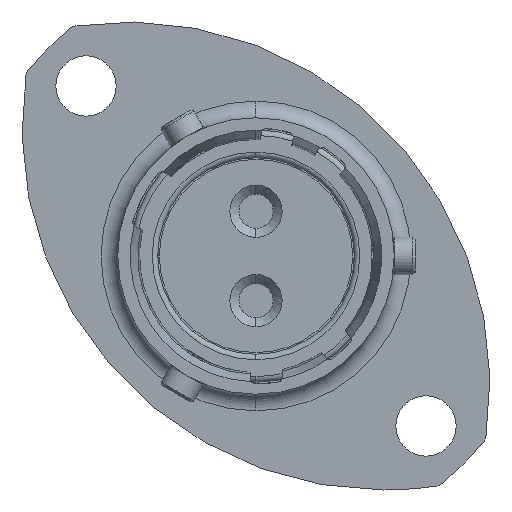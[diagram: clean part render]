
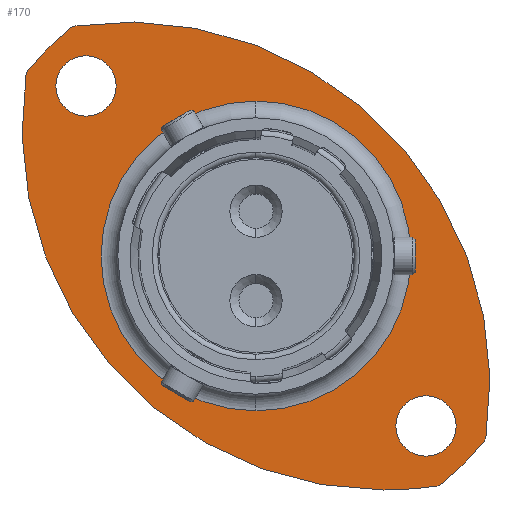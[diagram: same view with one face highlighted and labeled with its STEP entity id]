
A CAD part, left-side view. The second image highlights one B-rep face of the part: STEP entity #170.
In plain terms, the highlighted planar face has unit normal (-1, 0, 0).
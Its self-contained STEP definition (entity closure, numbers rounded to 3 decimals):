
#49 = EDGE_CURVE ( 'NONE', #2938, #4077, #10560, .T. ) ;
#170 = ADVANCED_FACE ( 'NONE', ( #6320, #1467, #5885, #3139 ), #4964, .F. ) ;
#241 = CARTESIAN_POINT ( 'NONE',  ( 15.98, 9.858, 12.379 ) ) ;
#351 = DIRECTION ( 'NONE',  ( -1., 0., 0. ) ) ;
#364 = ORIENTED_EDGE ( 'NONE', *, *, #49, .F. ) ;
#888 = AXIS2_PLACEMENT_3D ( 'NONE', #1161, #3970, #7529 ) ;
#910 = ORIENTED_EDGE ( 'NONE', *, *, #11382, .T. ) ;
#1051 = ORIENTED_EDGE ( 'NONE', *, *, #5281, .T. ) ;
#1125 = CIRCLE ( 'NONE', #6179, 15.825 ) ;
#1161 = CARTESIAN_POINT ( 'NONE',  ( 15.98, -9.157, -9.157 ) ) ;
#1281 = CARTESIAN_POINT ( 'NONE',  ( 15.98, 6.894, -6.894 ) ) ;
#1340 = AXIS2_PLACEMENT_3D ( 'NONE', #8645, #10433, #10487 ) ;
#1467 = FACE_BOUND ( 'NONE', #1656, .T. ) ;
#1656 = EDGE_LOOP ( 'NONE', ( #2906, #7228 ) ) ;
#1781 = DIRECTION ( 'NONE',  ( -1., 0., 0. ) ) ;
#1785 = CARTESIAN_POINT ( 'NONE',  ( 15.98, 0., 0. ) ) ;
#1902 = AXIS2_PLACEMENT_3D ( 'NONE', #4766, #11124, #11052 ) ;
#1972 = VERTEX_POINT ( 'NONE', #4039 ) ;
#2010 = DIRECTION ( 'NONE',  ( 0., 0., -1. ) ) ;
#2037 = CIRCLE ( 'NONE', #6582, 1.625 ) ;
#2175 = DIRECTION ( 'NONE',  ( 0., 0., -1. ) ) ;
#2272 = VERTEX_POINT ( 'NONE', #6403 ) ;
#2501 = EDGE_LOOP ( 'NONE', ( #4598, #7203 ) ) ;
#2620 = DIRECTION ( 'NONE',  ( -1., 0., 0. ) ) ;
#2906 = ORIENTED_EDGE ( 'NONE', *, *, #5551, .F. ) ;
#2938 = VERTEX_POINT ( 'NONE', #8002 ) ;
#3139 = FACE_OUTER_BOUND ( 'NONE', #5926, .T. ) ;
#3652 = VERTEX_POINT ( 'NONE', #4823 ) ;
#3970 = DIRECTION ( 'NONE',  ( -1., 0., 0. ) ) ;
#3982 = AXIS2_PLACEMENT_3D ( 'NONE', #8422, #6855, #2175 ) ;
#4039 = CARTESIAN_POINT ( 'NONE',  ( 15.98, 0., -8.345 ) ) ;
#4077 = VERTEX_POINT ( 'NONE', #7715 ) ;
#4399 = CIRCLE ( 'NONE', #7727, 19.5 ) ;
#4475 = EDGE_CURVE ( 'NONE', #9202, #3652, #9253, .T. ) ;
#4533 = CIRCLE ( 'NONE', #9198, 19.5 ) ;
#4535 = DIRECTION ( 'NONE',  ( 0., 0., -1. ) ) ;
#4536 = EDGE_CURVE ( 'NONE', #8679, #6017, #7409, .T. ) ;
#4598 = ORIENTED_EDGE ( 'NONE', *, *, #9634, .T. ) ;
#4678 = DIRECTION ( 'NONE',  ( -1., 0., 0. ) ) ;
#4680 = DIRECTION ( 'NONE',  ( -1., 0., 0. ) ) ;
#4698 = VERTEX_POINT ( 'NONE', #241 ) ;
#4766 = CARTESIAN_POINT ( 'NONE',  ( 15.98, 0., 0. ) ) ;
#4823 = CARTESIAN_POINT ( 'NONE',  ( 15.98, -6.894, -12.606 ) ) ;
#4963 = DIRECTION ( 'NONE',  ( -1., 0., 0. ) ) ;
#4964 = PLANE ( 'NONE',  #1340 ) ;
#4990 = ORIENTED_EDGE ( 'NONE', *, *, #4475, .T. ) ;
#5083 = AXIS2_PLACEMENT_3D ( 'NONE', #11366, #7909, #9625 ) ;
#5281 = EDGE_CURVE ( 'NONE', #3652, #8679, #4399, .T. ) ;
#5455 = CIRCLE ( 'NONE', #3982, 8.345 ) ;
#5551 = EDGE_CURVE ( 'NONE', #11069, #2272, #9073, .T. ) ;
#5562 = CARTESIAN_POINT ( 'NONE',  ( 15.98, -9.858, -12.379 ) ) ;
#5687 = CIRCLE ( 'NONE', #5083, 1.625 ) ;
#5777 = ORIENTED_EDGE ( 'NONE', *, *, #11437, .T. ) ;
#5885 = FACE_BOUND ( 'NONE', #7214, .T. ) ;
#5926 = EDGE_LOOP ( 'NONE', ( #4990, #1051, #9798, #5777, #910 ) ) ;
#6017 = VERTEX_POINT ( 'NONE', #8453 ) ;
#6179 = AXIS2_PLACEMENT_3D ( 'NONE', #6802, #351, #8602 ) ;
#6240 = CARTESIAN_POINT ( 'NONE',  ( 15.98, -6.894, 6.894 ) ) ;
#6320 = FACE_BOUND ( 'NONE', #2501, .T. ) ;
#6403 = CARTESIAN_POINT ( 'NONE',  ( 15.98, 9.157, 10.782 ) ) ;
#6582 = AXIS2_PLACEMENT_3D ( 'NONE', #10120, #4680, #4535 ) ;
#6802 = CARTESIAN_POINT ( 'NONE',  ( 15.98, 0., 0. ) ) ;
#6855 = DIRECTION ( 'NONE',  ( 1., 0., 0. ) ) ;
#7203 = ORIENTED_EDGE ( 'NONE', *, *, #11736, .T. ) ;
#7214 = EDGE_LOOP ( 'NONE', ( #10157, #364 ) ) ;
#7228 = ORIENTED_EDGE ( 'NONE', *, *, #11489, .F. ) ;
#7409 = CIRCLE ( 'NONE', #1902, 15.825 ) ;
#7529 = DIRECTION ( 'NONE',  ( 0., 0., -1. ) ) ;
#7636 = DIRECTION ( 'NONE',  ( 0., 0., -1. ) ) ;
#7715 = CARTESIAN_POINT ( 'NONE',  ( 15.98, -9.157, -10.782 ) ) ;
#7727 = AXIS2_PLACEMENT_3D ( 'NONE', #10116, #4678, #2010 ) ;
#7909 = DIRECTION ( 'NONE',  ( -1., 0., 0. ) ) ;
#8002 = CARTESIAN_POINT ( 'NONE',  ( 15.98, -9.157, -7.532 ) ) ;
#8141 = DIRECTION ( 'NONE',  ( 1., 0., 0. ) ) ;
#8386 = CARTESIAN_POINT ( 'NONE',  ( 15.98, 0., 8.345 ) ) ;
#8422 = CARTESIAN_POINT ( 'NONE',  ( 15.98, 0., 0. ) ) ;
#8453 = CARTESIAN_POINT ( 'NONE',  ( 15.98, -12.379, -9.858 ) ) ;
#8602 = DIRECTION ( 'NONE',  ( 0., 0., 1. ) ) ;
#8645 = CARTESIAN_POINT ( 'NONE',  ( 15.98, 7.445, 0. ) ) ;
#8667 = AXIS2_PLACEMENT_3D ( 'NONE', #6240, #2620, #10860 ) ;
#8679 = VERTEX_POINT ( 'NONE', #5562 ) ;
#8702 = AXIS2_PLACEMENT_3D ( 'NONE', #10835, #1781, #9970 ) ;
#9073 = CIRCLE ( 'NONE', #8702, 1.625 ) ;
#9198 = AXIS2_PLACEMENT_3D ( 'NONE', #1281, #4963, #7636 ) ;
#9202 = VERTEX_POINT ( 'NONE', #10122 ) ;
#9253 = CIRCLE ( 'NONE', #8667, 19.5 ) ;
#9542 = VERTEX_POINT ( 'NONE', #8386 ) ;
#9625 = DIRECTION ( 'NONE',  ( 0., 0., -1. ) ) ;
#9634 = EDGE_CURVE ( 'NONE', #1972, #9542, #5455, .T. ) ;
#9761 = AXIS2_PLACEMENT_3D ( 'NONE', #1785, #8141, #11790 ) ;
#9798 = ORIENTED_EDGE ( 'NONE', *, *, #4536, .T. ) ;
#9970 = DIRECTION ( 'NONE',  ( 0., 0., -1. ) ) ;
#9979 = EDGE_CURVE ( 'NONE', #4077, #2938, #2037, .T. ) ;
#10116 = CARTESIAN_POINT ( 'NONE',  ( 15.98, -6.894, 6.894 ) ) ;
#10120 = CARTESIAN_POINT ( 'NONE',  ( 15.98, -9.157, -9.157 ) ) ;
#10122 = CARTESIAN_POINT ( 'NONE',  ( 15.98, 12.379, 9.858 ) ) ;
#10157 = ORIENTED_EDGE ( 'NONE', *, *, #9979, .F. ) ;
#10433 = DIRECTION ( 'NONE',  ( 1., 0., 0. ) ) ;
#10487 = DIRECTION ( 'NONE',  ( 0., 0., -1. ) ) ;
#10560 = CIRCLE ( 'NONE', #888, 1.625 ) ;
#10835 = CARTESIAN_POINT ( 'NONE',  ( 15.98, 9.157, 9.157 ) ) ;
#10860 = DIRECTION ( 'NONE',  ( 0., 0., -1. ) ) ;
#11052 = DIRECTION ( 'NONE',  ( 0., 0., 1. ) ) ;
#11069 = VERTEX_POINT ( 'NONE', #11768 ) ;
#11124 = DIRECTION ( 'NONE',  ( -1., 0., 0. ) ) ;
#11323 = CIRCLE ( 'NONE', #9761, 8.345 ) ;
#11366 = CARTESIAN_POINT ( 'NONE',  ( 15.98, 9.157, 9.157 ) ) ;
#11382 = EDGE_CURVE ( 'NONE', #4698, #9202, #1125, .T. ) ;
#11437 = EDGE_CURVE ( 'NONE', #6017, #4698, #4533, .T. ) ;
#11489 = EDGE_CURVE ( 'NONE', #2272, #11069, #5687, .T. ) ;
#11736 = EDGE_CURVE ( 'NONE', #9542, #1972, #11323, .T. ) ;
#11768 = CARTESIAN_POINT ( 'NONE',  ( 15.98, 9.157, 7.532 ) ) ;
#11790 = DIRECTION ( 'NONE',  ( 0., 0., -1. ) ) ;
